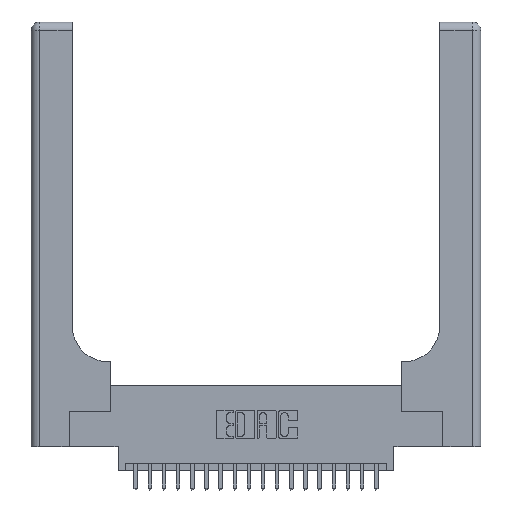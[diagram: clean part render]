
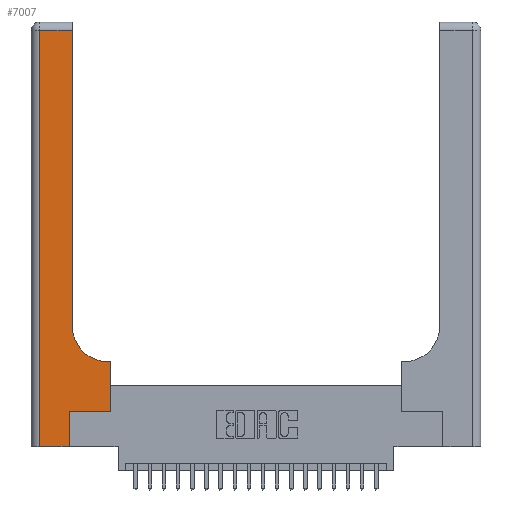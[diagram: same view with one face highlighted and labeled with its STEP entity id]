
A CAD part, top view. The second image highlights one B-rep face of the part: STEP entity #7007.
In plain terms, the highlighted planar face has unit normal (0, 0, 1).
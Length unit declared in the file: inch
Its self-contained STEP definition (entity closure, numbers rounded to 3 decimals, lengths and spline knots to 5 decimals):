
#92 = VECTOR ( 'NONE', #12189, 39.37008 ) ;
#273 = VECTOR ( 'NONE', #9816, 39.37008 ) ;
#786 = CARTESIAN_POINT ( 'NONE',  ( 0.5585, 0.25, 0.37 ) ) ;
#816 = EDGE_CURVE ( 'NONE', #22552, #4412, #9107, .T. ) ;
#936 = AXIS2_PLACEMENT_3D ( 'NONE', #12398, #12464, #1877 ) ;
#1061 = CARTESIAN_POINT ( 'NONE',  ( 0.2915, 0.85, 0.37 ) ) ;
#1468 = VERTEX_POINT ( 'NONE', #11666 ) ;
#1704 = VERTEX_POINT ( 'NONE', #17057 ) ;
#1877 = DIRECTION ( 'NONE',  ( -1., 0., 0. ) ) ;
#2993 = VECTOR ( 'NONE', #16331, 39.37008 ) ;
#3402 = VERTEX_POINT ( 'NONE', #786 ) ;
#3908 = ORIENTED_EDGE ( 'NONE', *, *, #20273, .T. ) ;
#4354 = CARTESIAN_POINT ( 'NONE',  ( 0.5415, 0.85, 0.37 ) ) ;
#4412 = VERTEX_POINT ( 'NONE', #21025 ) ;
#4729 = VERTEX_POINT ( 'NONE', #13187 ) ;
#4759 = LINE ( 'NONE', #19164, #92 ) ;
#5145 = EDGE_CURVE ( 'NONE', #16018, #3402, #12306, .T. ) ;
#6116 = DIRECTION ( 'NONE',  ( 1., 0., 0. ) ) ;
#6249 = LINE ( 'NONE', #16044, #10416 ) ;
#6595 = EDGE_CURVE ( 'NONE', #4729, #22552, #15830, .T. ) ;
#6714 = CARTESIAN_POINT ( 'NONE',  ( 0., 0., 0.37 ) ) ;
#6737 = CARTESIAN_POINT ( 'NONE',  ( 0.2915, 3., 0.37 ) ) ;
#7007 = ADVANCED_FACE ( 'NONE', ( #8355 ), #19358, .F. ) ;
#7243 = EDGE_CURVE ( 'NONE', #11644, #16018, #8630, .T. ) ;
#7482 = DIRECTION ( 'NONE',  ( 1., 0., 0. ) ) ;
#7570 = VECTOR ( 'NONE', #7482, 39.37008 ) ;
#7679 = LINE ( 'NONE', #21465, #2993 ) ;
#8355 = FACE_OUTER_BOUND ( 'NONE', #13957, .T. ) ;
#8630 = LINE ( 'NONE', #13257, #17461 ) ;
#8798 = ORIENTED_EDGE ( 'NONE', *, *, #5145, .T. ) ;
#9107 = LINE ( 'NONE', #6737, #273 ) ;
#9523 = ORIENTED_EDGE ( 'NONE', *, *, #22684, .T. ) ;
#9816 = DIRECTION ( 'NONE',  ( 0., 1., 0. ) ) ;
#10261 = EDGE_CURVE ( 'NONE', #4412, #22217, #6249, .T. ) ;
#10416 = VECTOR ( 'NONE', #17707, 39.37008 ) ;
#10507 = VECTOR ( 'NONE', #12075, 39.37008 ) ;
#11229 = CARTESIAN_POINT ( 'NONE',  ( 0.269, 0., 0.37 ) ) ;
#11601 = DIRECTION ( 'NONE',  ( 0., 1., 0. ) ) ;
#11644 = VERTEX_POINT ( 'NONE', #11229 ) ;
#11666 = CARTESIAN_POINT ( 'NONE',  ( 0.06, 0., 0.37 ) ) ;
#11692 = LINE ( 'NONE', #19085, #19910 ) ;
#12075 = DIRECTION ( 'NONE',  ( 1., 0., 0. ) ) ;
#12189 = DIRECTION ( 'NONE',  ( -1., 0., 0. ) ) ;
#12306 = LINE ( 'NONE', #19799, #7570 ) ;
#12398 = CARTESIAN_POINT ( 'NONE',  ( 0., 3., 0.37 ) ) ;
#12464 = DIRECTION ( 'NONE',  ( 0., 0., -1. ) ) ;
#12507 = CARTESIAN_POINT ( 'NONE',  ( 0.06, 2.94, 0.37 ) ) ;
#12527 = EDGE_CURVE ( 'NONE', #1704, #4729, #4759, .T. ) ;
#12645 = ORIENTED_EDGE ( 'NONE', *, *, #10261, .T. ) ;
#13187 = CARTESIAN_POINT ( 'NONE',  ( 0.5415, 0.6, 0.37 ) ) ;
#13257 = CARTESIAN_POINT ( 'NONE',  ( 0.269, 0., 0.37 ) ) ;
#13656 = ORIENTED_EDGE ( 'NONE', *, *, #12527, .T. ) ;
#13725 = ORIENTED_EDGE ( 'NONE', *, *, #14428, .T. ) ;
#13957 = EDGE_LOOP ( 'NONE', ( #16645, #12645, #3908, #13725, #19338, #8798, #9523, #13656, #16642 ) ) ;
#14428 = EDGE_CURVE ( 'NONE', #1468, #11644, #15228, .T. ) ;
#14865 = AXIS2_PLACEMENT_3D ( 'NONE', #4354, #16716, #6116 ) ;
#15228 = LINE ( 'NONE', #6714, #10507 ) ;
#15830 = CIRCLE ( 'NONE', #14865, 0.25 ) ;
#16018 = VERTEX_POINT ( 'NONE', #18431 ) ;
#16044 = CARTESIAN_POINT ( 'NONE',  ( 0., 2.94, 0.37 ) ) ;
#16331 = DIRECTION ( 'NONE',  ( 0., 1., 0. ) ) ;
#16642 = ORIENTED_EDGE ( 'NONE', *, *, #6595, .T. ) ;
#16645 = ORIENTED_EDGE ( 'NONE', *, *, #816, .T. ) ;
#16716 = DIRECTION ( 'NONE',  ( 0., 0., -1. ) ) ;
#17057 = CARTESIAN_POINT ( 'NONE',  ( 0.5585, 0.6, 0.37 ) ) ;
#17461 = VECTOR ( 'NONE', #11601, 39.37008 ) ;
#17707 = DIRECTION ( 'NONE',  ( -1., 0., 0. ) ) ;
#18431 = CARTESIAN_POINT ( 'NONE',  ( 0.269, 0.25, 0.37 ) ) ;
#19085 = CARTESIAN_POINT ( 'NONE',  ( 0.06, 3., 0.37 ) ) ;
#19164 = CARTESIAN_POINT ( 'NONE',  ( 0.2915, 0.6, 0.37 ) ) ;
#19338 = ORIENTED_EDGE ( 'NONE', *, *, #7243, .T. ) ;
#19358 = PLANE ( 'NONE',  #936 ) ;
#19799 = CARTESIAN_POINT ( 'NONE',  ( 0.269, 0.25, 0.37 ) ) ;
#19910 = VECTOR ( 'NONE', #20818, 39.37008 ) ;
#20273 = EDGE_CURVE ( 'NONE', #22217, #1468, #11692, .T. ) ;
#20818 = DIRECTION ( 'NONE',  ( 0., -1., 0. ) ) ;
#21025 = CARTESIAN_POINT ( 'NONE',  ( 0.2915, 2.94, 0.37 ) ) ;
#21465 = CARTESIAN_POINT ( 'NONE',  ( 0.5585, 0.25, 0.37 ) ) ;
#22217 = VERTEX_POINT ( 'NONE', #12507 ) ;
#22552 = VERTEX_POINT ( 'NONE', #1061 ) ;
#22684 = EDGE_CURVE ( 'NONE', #3402, #1704, #7679, .T. ) ;
